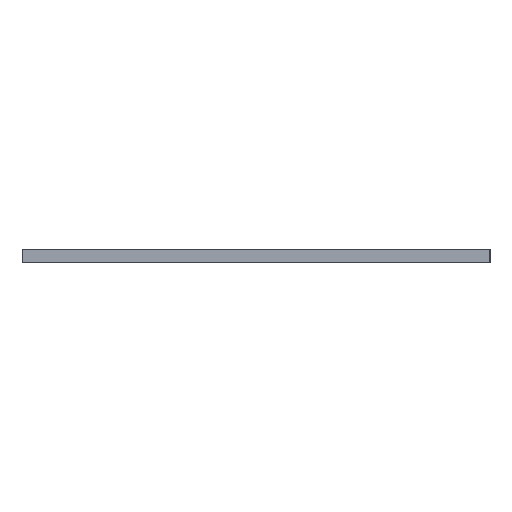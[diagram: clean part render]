
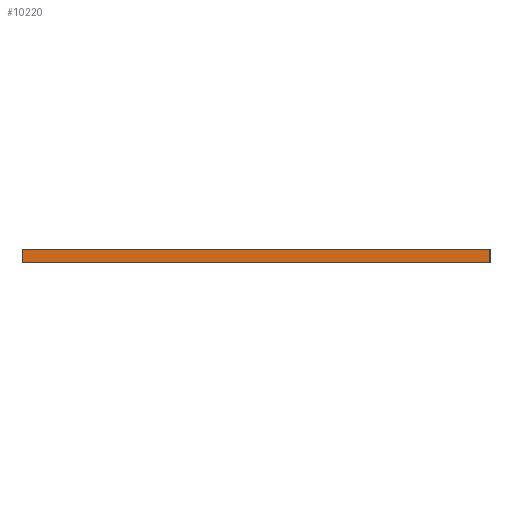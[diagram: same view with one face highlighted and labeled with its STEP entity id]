
A CAD part, left-side view. The second image highlights one B-rep face of the part: STEP entity #10220.
In plain terms, the highlighted planar face has unit normal (-1, 0, 0).
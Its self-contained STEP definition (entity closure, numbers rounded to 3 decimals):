
#700=FACE_OUTER_BOUND('',#1174,.T.);
#1174=EDGE_LOOP('',(#8333,#8334,#8335,#8336));
#2710=LINE('',#15958,#4090);
#2711=LINE('',#15961,#4091);
#2712=LINE('',#15963,#4092);
#2713=LINE('',#15964,#4093);
#4090=VECTOR('',#13124,10.);
#4091=VECTOR('',#13127,10.);
#4092=VECTOR('',#13128,10.);
#4093=VECTOR('',#13129,10.);
#5039=VERTEX_POINT('',#15954);
#5040=VERTEX_POINT('',#15956);
#5041=VERTEX_POINT('',#15960);
#5042=VERTEX_POINT('',#15962);
#6450=EDGE_CURVE('',#5039,#5040,#2710,.T.);
#6451=EDGE_CURVE('',#5041,#5039,#2711,.T.);
#6452=EDGE_CURVE('',#5042,#5040,#2712,.T.);
#6453=EDGE_CURVE('',#5041,#5042,#2713,.T.);
#8333=ORIENTED_EDGE('',*,*,#6451,.T.);
#8334=ORIENTED_EDGE('',*,*,#6450,.T.);
#8335=ORIENTED_EDGE('',*,*,#6452,.F.);
#8336=ORIENTED_EDGE('',*,*,#6453,.F.);
#9746=PLANE('',#10744);
#10220=ADVANCED_FACE('',(#700),#9746,.T.);
#10744=AXIS2_PLACEMENT_3D('',#15959,#13125,#13126);
#13124=DIRECTION('',(0.,0.,-1.));
#13125=DIRECTION('center_axis',(-1.,0.,0.));
#13126=DIRECTION('ref_axis',(0.,1.,0.));
#13127=DIRECTION('',(0.,1.,0.));
#13128=DIRECTION('',(0.,1.,0.));
#13129=DIRECTION('',(0.,0.,-1.));
#15954=CARTESIAN_POINT('',(4.,-1.,0.25));
#15956=CARTESIAN_POINT('',(4.,-1.,-3.25));
#15958=CARTESIAN_POINT('',(4.,-1.,0.25));
#15959=CARTESIAN_POINT('Origin',(4.,-124.286,0.25));
#15960=CARTESIAN_POINT('',(4.,-124.286,0.25));
#15961=CARTESIAN_POINT('',(4.,-124.286,0.25));
#15962=CARTESIAN_POINT('',(4.,-124.286,-3.25));
#15963=CARTESIAN_POINT('',(4.,-124.286,-3.25));
#15964=CARTESIAN_POINT('',(4.,-124.286,0.25));
